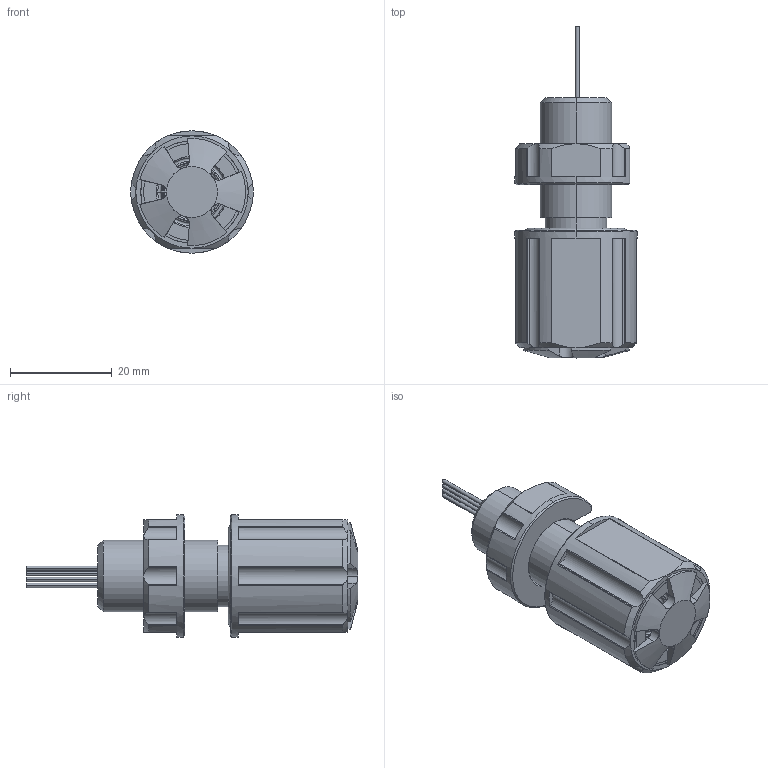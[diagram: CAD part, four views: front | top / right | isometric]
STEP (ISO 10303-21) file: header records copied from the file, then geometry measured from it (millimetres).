
FILE_DESCRIPTION (( 'STEP AP203' ), '1' );
FILE_NAME ('水深传感装配外观.STEP', '2024-11-19T03:58:55', ( '' ), ( '' ), 'SwSTEP 2.0', 'SolidWorks 2022', '' );
FILE_SCHEMA (( 'CONFIG_CONTROL_DESIGN' ));
Length unit declared in the file: millimetre
Products named in the file (1): 水深传感装配外观
Bounding box: 24 x 65.1 x 24 mm (x, y, z)
Volume: 15089 mm3; surface area: 6158.8 mm2
Topology: 2 solids, 2 shells, 276 faces, 738 edges, 463 vertices
Faces by surface type: cylinder 112, plane 76, cone 56, torus 32
Entity records: 9130 total; most frequent: CARTESIAN_POINT 2008, DIRECTION 1559, ORIENTED_EDGE 1476, EDGE_CURVE 738, AXIS2_PLACEMENT_3D 628, VERTEX_POINT 463, CIRCLE 351, VECTOR 303
